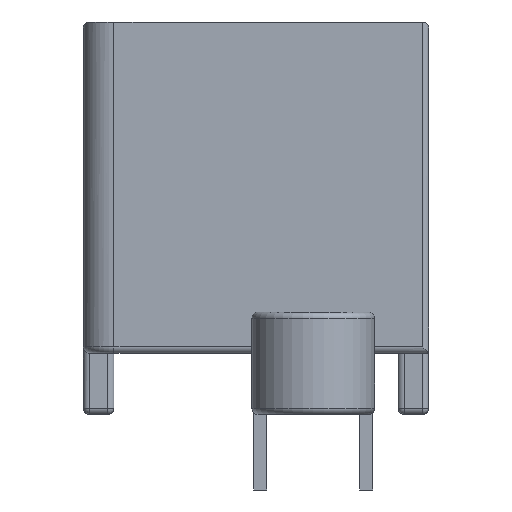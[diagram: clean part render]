
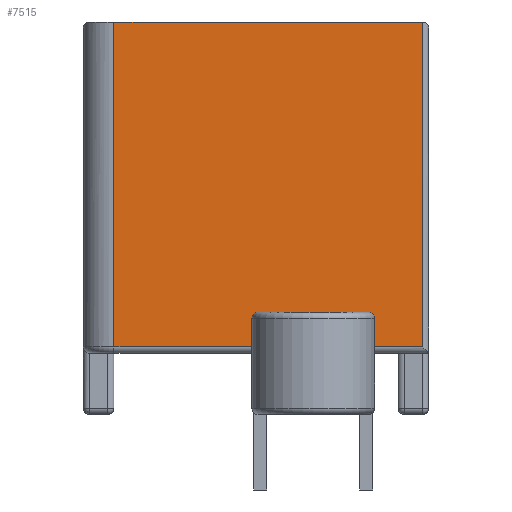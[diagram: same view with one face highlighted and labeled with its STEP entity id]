
A CAD part, left-side view. The second image highlights one B-rep face of the part: STEP entity #7515.
In plain terms, the highlighted planar face has unit normal (-1, 0, 0).
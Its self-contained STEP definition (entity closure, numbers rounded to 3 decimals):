
#227=DIRECTION('',(0.,-1.,0.));
#228=VECTOR('',#227,15.1);
#229=CARTESIAN_POINT('',(-9.55,6.95,0.));
#230=LINE('',#229,#228);
#1164=DIRECTION('',(0.,0.,1.));
#1165=VECTOR('',#1164,1.4);
#1166=CARTESIAN_POINT('',(-9.55,-5.8,-15.9));
#1167=LINE('',#1166,#1165);
#1168=DIRECTION('',(0.,1.,0.));
#1169=VECTOR('',#1168,2.7);
#1170=CARTESIAN_POINT('',(-9.55,-5.5,-14.2));
#1171=LINE('',#1170,#1169);
#1172=DIRECTION('',(0.,1.,0.));
#1173=VECTOR('',#1172,2.7);
#1174=CARTESIAN_POINT('',(-9.55,-2.8,-14.2));
#1175=LINE('',#1174,#1173);
#1176=DIRECTION('',(0.,0.,1.));
#1177=VECTOR('',#1176,1.4);
#1178=CARTESIAN_POINT('',(-9.55,0.2,-15.9));
#1179=LINE('',#1178,#1177);
#1180=DIRECTION('',(0.,1.,0.));
#1181=VECTOR('',#1180,6.75);
#1182=CARTESIAN_POINT('',(-9.55,0.2,-15.9));
#1183=LINE('',#1182,#1181);
#1184=DIRECTION('',(0.,0.,-1.));
#1185=VECTOR('',#1184,15.9);
#1186=CARTESIAN_POINT('',(-9.55,6.95,0.));
#1187=LINE('',#1186,#1185);
#1188=DIRECTION('',(0.,0.,-1.));
#1189=VECTOR('',#1188,15.9);
#1190=CARTESIAN_POINT('',(-9.55,-8.15,0.));
#1191=LINE('',#1190,#1189);
#1192=DIRECTION('',(0.,1.,0.));
#1193=VECTOR('',#1192,2.35);
#1194=CARTESIAN_POINT('',(-9.55,-8.15,-15.9));
#1195=LINE('',#1194,#1193);
#1847=CARTESIAN_POINT('',(-9.55,-5.5,-14.5));
#1848=DIRECTION('',(1.,0.,0.));
#1849=DIRECTION('',(0.,0.,1.));
#1850=AXIS2_PLACEMENT_3D('',#1847,#1848,#1849);
#1871=CARTESIAN_POINT('',(-9.55,-0.1,-14.5));
#1872=DIRECTION('',(1.,0.,0.));
#1873=DIRECTION('',(0.,1.,0.));
#1874=AXIS2_PLACEMENT_3D('',#1871,#1872,#1873);
#5109=CARTESIAN_POINT('',(-9.55,-2.8,-14.2));
#5110=VERTEX_POINT('',#5109);
#5146=CARTESIAN_POINT('',(-9.55,6.95,0.));
#5148=VERTEX_POINT('',#5146);
#5149=CARTESIAN_POINT('',(-9.55,6.95,-15.9));
#5150=VERTEX_POINT('',#5149);
#5160=CARTESIAN_POINT('',(-9.55,-5.8,-14.5));
#5162=VERTEX_POINT('',#5160);
#5164=CARTESIAN_POINT('',(-9.55,-5.5,-14.2));
#5166=VERTEX_POINT('',#5164);
#5171=CARTESIAN_POINT('',(-9.55,-0.1,-14.2));
#5172=VERTEX_POINT('',#5171);
#5173=CARTESIAN_POINT('',(-9.55,0.2,-14.5));
#5174=VERTEX_POINT('',#5173);
#5243=CARTESIAN_POINT('',(-9.55,-8.15,0.));
#5244=VERTEX_POINT('',#5243);
#5245=CARTESIAN_POINT('',(-9.55,-5.8,-15.9));
#5246=VERTEX_POINT('',#5245);
#5247=CARTESIAN_POINT('',(-9.55,0.2,-15.9));
#5248=VERTEX_POINT('',#5247);
#5377=CARTESIAN_POINT('',(-9.55,-8.15,-15.9));
#5378=VERTEX_POINT('',#5377);
#7490=CARTESIAN_POINT('',(-9.55,8.45,0.));
#7491=DIRECTION('',(-1.,0.,0.));
#7492=DIRECTION('',(0.,-1.,0.));
#7493=AXIS2_PLACEMENT_3D('',#7490,#7491,#7492);
#7494=PLANE('',#7493);
#7496=ORIENTED_EDGE('',*,*,#7495,.T.);
#7498=ORIENTED_EDGE('',*,*,#7497,.F.);
#7500=ORIENTED_EDGE('',*,*,#7499,.T.);
#7502=ORIENTED_EDGE('',*,*,#7501,.T.);
#7504=ORIENTED_EDGE('',*,*,#7503,.F.);
#7505=ORIENTED_EDGE('',*,*,#6840,.F.);
#7506=ORIENTED_EDGE('',*,*,#7484,.T.);
#7507=ORIENTED_EDGE('',*,*,#6663,.F.);
#7508=ORIENTED_EDGE('',*,*,#6483,.T.);
#7510=ORIENTED_EDGE('',*,*,#7509,.T.);
#7512=ORIENTED_EDGE('',*,*,#7511,.T.);
#7513=EDGE_LOOP('',(#7496,#7498,#7500,#7502,#7504,#7505,#7506,#7507,#7508,#7510,
#7512));
#7514=FACE_OUTER_BOUND('',#7513,.F.);
#1851=CIRCLE('',#1850,0.3);
#1875=CIRCLE('',#1874,0.3);
#6483=EDGE_CURVE('',#5148,#5244,#230,.T.);
#6663=EDGE_CURVE('',#5148,#5150,#1187,.T.);
#6840=EDGE_CURVE('',#5248,#5174,#1179,.T.);
#7484=EDGE_CURVE('',#5248,#5150,#1183,.T.);
#7495=EDGE_CURVE('',#5246,#5162,#1167,.T.);
#7497=EDGE_CURVE('',#5166,#5162,#1851,.T.);
#7499=EDGE_CURVE('',#5166,#5110,#1171,.T.);
#7501=EDGE_CURVE('',#5110,#5172,#1175,.T.);
#7503=EDGE_CURVE('',#5174,#5172,#1875,.T.);
#7509=EDGE_CURVE('',#5244,#5378,#1191,.T.);
#7511=EDGE_CURVE('',#5378,#5246,#1195,.T.);
#7515=ADVANCED_FACE('',(#7514),#7494,.T.);
